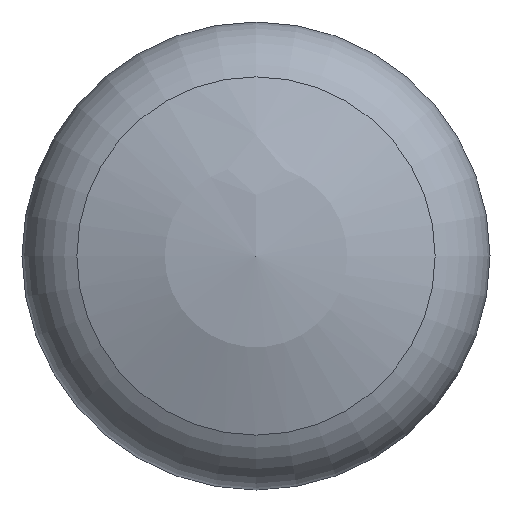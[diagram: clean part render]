
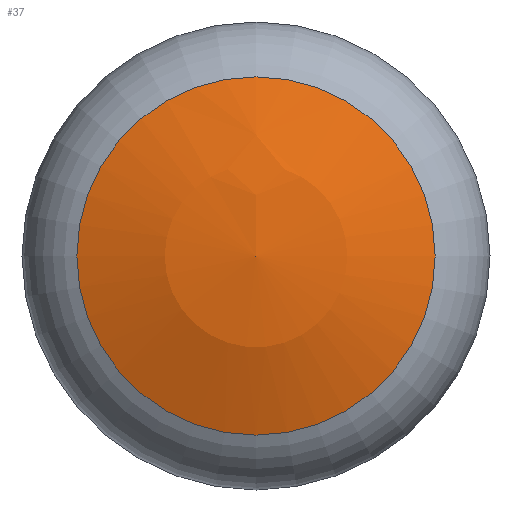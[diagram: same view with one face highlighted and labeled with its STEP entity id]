
A CAD part, left-side view. The second image highlights one B-rep face of the part: STEP entity #37.
In plain terms, the highlighted spherical face has radius 20 mm.
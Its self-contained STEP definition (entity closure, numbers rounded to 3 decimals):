
#37 = ADVANCED_FACE( '', ( #74, #75 ), #76, .T. );
#74 = FACE_BOUND( '', #109, .T. );
#75 = FACE_OUTER_BOUND( '', #110, .T. );
#76 = SPHERICAL_SURFACE( '', #111, 20. );
#109 = VERTEX_LOOP( '', #144 );
#110 = EDGE_LOOP( '', ( #145 ) );
#111 = AXIS2_PLACEMENT_3D( '', #146, #147, #148 );
#144 = VERTEX_POINT( '', #177 );
#145 = ORIENTED_EDGE( '', *, *, #174, .F. );
#146 = CARTESIAN_POINT( '', ( -27., 0., 0. ) );
#147 = DIRECTION( '', ( 1., 0., 0. ) );
#148 = DIRECTION( '', ( 0., 0., 1. ) );
#174 = EDGE_CURVE( '', #191, #191, #192, .T. );
#177 = CARTESIAN_POINT( '', ( -47., 0., 0. ) );
#191 = VERTEX_POINT( '', #210 );
#192 = CIRCLE( '', #211, 7.654 );
#210 = CARTESIAN_POINT( '', ( -45.477, 0., -7.654 ) );
#211 = AXIS2_PLACEMENT_3D( '', #229, #230, #231 );
#229 = CARTESIAN_POINT( '', ( -45.477, 0., 0. ) );
#230 = DIRECTION( '', ( 1., 0., 0. ) );
#231 = DIRECTION( '', ( 0., 0., -1. ) );
